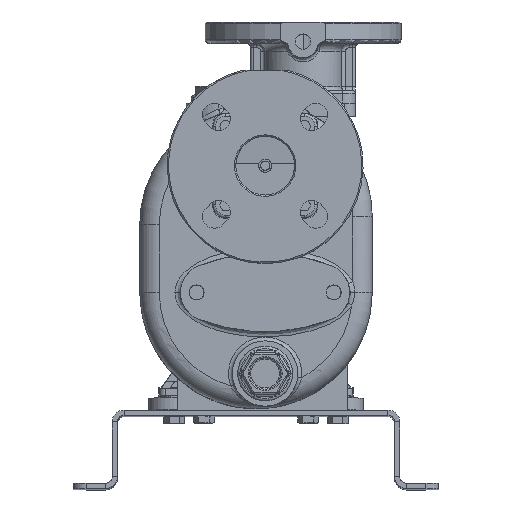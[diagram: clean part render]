
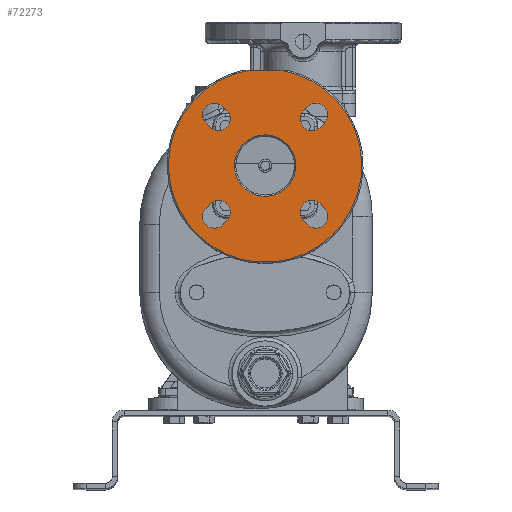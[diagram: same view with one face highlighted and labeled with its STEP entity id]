
A CAD part, top view. The second image highlights one B-rep face of the part: STEP entity #72273.
In plain terms, the highlighted planar face has unit normal (0, 0, 1).
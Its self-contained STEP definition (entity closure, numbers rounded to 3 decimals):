
#3021=CARTESIAN_POINT('',(7.,187.,122.));
#3022=DIRECTION('',(0.,0.,1.));
#3023=DIRECTION('',(-0.164,0.986,0.));
#3024=AXIS2_PLACEMENT_3D('',#3021,#3022,#3023);
#3047=DIRECTION('',(1.,0.,0.));
#3048=VECTOR('',#3047,24.249);
#3049=CARTESIAN_POINT('',(-5.124,260.,122.));
#3050=LINE('',#3049,#3048);
#3051=CARTESIAN_POINT('',(7.,187.,122.));
#3052=DIRECTION('',(0.,0.,1.));
#3053=DIRECTION('',(0.,1.,0.));
#3054=AXIS2_PLACEMENT_3D('',#3051,#3052,#3053);
#3056=CARTESIAN_POINT('',(7.,187.,122.));
#3057=DIRECTION('',(0.,0.,1.));
#3058=DIRECTION('',(0.,-1.,0.));
#3059=AXIS2_PLACEMENT_3D('',#3056,#3057,#3058);
#3061=DIRECTION('',(0.707,0.707,0.));
#3062=VECTOR('',#3061,4.5);
#3063=CARTESIAN_POINT('',(49.073,216.345,122.));
#3064=LINE('',#3063,#3062);
#3065=CARTESIAN_POINT('',(45.891,225.891,122.));
#3066=DIRECTION('',(0.,0.,1.));
#3067=DIRECTION('',(0.707,-0.707,0.));
#3068=AXIS2_PLACEMENT_3D('',#3065,#3066,#3067);
#3070=DIRECTION('',(-0.707,-0.707,0.));
#3071=VECTOR('',#3070,4.5);
#3072=CARTESIAN_POINT('',(39.527,232.255,122.));
#3073=LINE('',#3072,#3071);
#3074=CARTESIAN_POINT('',(42.709,222.709,122.));
#3075=DIRECTION('',(0.,0.,1.));
#3076=DIRECTION('',(-0.707,0.707,0.));
#3077=AXIS2_PLACEMENT_3D('',#3074,#3075,#3076);
#3079=DIRECTION('',(-0.707,0.707,0.));
#3080=VECTOR('',#3079,4.5);
#3081=CARTESIAN_POINT('',(-22.345,229.073,122.));
#3082=LINE('',#3081,#3080);
#3083=CARTESIAN_POINT('',(-31.891,225.891,122.));
#3084=DIRECTION('',(0.,0.,1.));
#3085=DIRECTION('',(0.707,0.707,0.));
#3086=AXIS2_PLACEMENT_3D('',#3083,#3084,#3085);
#3088=DIRECTION('',(0.707,-0.707,0.));
#3089=VECTOR('',#3088,4.5);
#3090=CARTESIAN_POINT('',(-38.255,219.527,122.));
#3091=LINE('',#3090,#3089);
#3092=CARTESIAN_POINT('',(-28.709,222.709,122.));
#3093=DIRECTION('',(0.,0.,1.));
#3094=DIRECTION('',(-0.707,-0.707,0.));
#3095=AXIS2_PLACEMENT_3D('',#3092,#3093,#3094);
#3097=DIRECTION('',(-0.707,-0.707,0.));
#3098=VECTOR('',#3097,4.5);
#3099=CARTESIAN_POINT('',(-35.073,157.655,122.));
#3100=LINE('',#3099,#3098);
#3101=CARTESIAN_POINT('',(-31.891,148.109,122.));
#3102=DIRECTION('',(0.,0.,1.));
#3103=DIRECTION('',(-0.707,0.707,0.));
#3104=AXIS2_PLACEMENT_3D('',#3101,#3102,#3103);
#3106=DIRECTION('',(0.707,0.707,0.));
#3107=VECTOR('',#3106,4.5);
#3108=CARTESIAN_POINT('',(-25.527,141.745,122.));
#3109=LINE('',#3108,#3107);
#3110=CARTESIAN_POINT('',(-28.709,151.291,122.));
#3111=DIRECTION('',(0.,0.,1.));
#3112=DIRECTION('',(0.707,-0.707,0.));
#3113=AXIS2_PLACEMENT_3D('',#3110,#3111,#3112);
#3115=DIRECTION('',(0.707,-0.707,0.));
#3116=VECTOR('',#3115,4.5);
#3117=CARTESIAN_POINT('',(36.345,144.927,122.));
#3118=LINE('',#3117,#3116);
#3119=CARTESIAN_POINT('',(45.891,148.109,122.));
#3120=DIRECTION('',(0.,0.,1.));
#3121=DIRECTION('',(-0.707,-0.707,0.));
#3122=AXIS2_PLACEMENT_3D('',#3119,#3120,#3121);
#3124=DIRECTION('',(-0.707,0.707,0.));
#3125=VECTOR('',#3124,4.5);
#3126=CARTESIAN_POINT('',(52.255,154.473,122.));
#3127=LINE('',#3126,#3125);
#3128=CARTESIAN_POINT('',(42.709,151.291,122.));
#3129=DIRECTION('',(0.,0.,1.));
#3130=DIRECTION('',(0.707,0.707,0.));
#3131=AXIS2_PLACEMENT_3D('',#3128,#3129,#3130);
#60241=CARTESIAN_POINT('',(49.073,216.345,122.));
#60242=CARTESIAN_POINT('',(52.255,219.527,122.));
#60243=VERTEX_POINT('',#60241);
#60244=VERTEX_POINT('',#60242);
#60245=CARTESIAN_POINT('',(39.527,232.255,122.));
#60246=VERTEX_POINT('',#60245);
#60247=CARTESIAN_POINT('',(36.345,229.073,122.));
#60248=VERTEX_POINT('',#60247);
#60257=CARTESIAN_POINT('',(-22.345,229.073,122.));
#60258=CARTESIAN_POINT('',(-25.527,232.255,122.));
#60259=VERTEX_POINT('',#60257);
#60260=VERTEX_POINT('',#60258);
#60261=CARTESIAN_POINT('',(-38.255,219.527,122.));
#60262=VERTEX_POINT('',#60261);
#60263=CARTESIAN_POINT('',(-35.073,216.345,122.));
#60264=VERTEX_POINT('',#60263);
#60273=CARTESIAN_POINT('',(-35.073,157.655,122.));
#60274=CARTESIAN_POINT('',(-38.255,154.473,122.));
#60275=VERTEX_POINT('',#60273);
#60276=VERTEX_POINT('',#60274);
#60277=CARTESIAN_POINT('',(-25.527,141.745,122.));
#60278=VERTEX_POINT('',#60277);
#60279=CARTESIAN_POINT('',(-22.345,144.927,122.));
#60280=VERTEX_POINT('',#60279);
#60289=CARTESIAN_POINT('',(36.345,144.927,122.));
#60290=CARTESIAN_POINT('',(39.527,141.745,122.));
#60291=VERTEX_POINT('',#60289);
#60292=VERTEX_POINT('',#60290);
#60293=CARTESIAN_POINT('',(52.255,154.473,122.));
#60294=VERTEX_POINT('',#60293);
#60295=CARTESIAN_POINT('',(49.073,157.655,122.));
#60296=VERTEX_POINT('',#60295);
#60305=CARTESIAN_POINT('',(-5.124,260.,122.));
#60306=CARTESIAN_POINT('',(19.124,260.,122.));
#60307=VERTEX_POINT('',#60305);
#60308=VERTEX_POINT('',#60306);
#60495=CARTESIAN_POINT('',(7.,210.5,122.));
#60496=CARTESIAN_POINT('',(7.,163.5,122.));
#60497=VERTEX_POINT('',#60495);
#60498=VERTEX_POINT('',#60496);
#72218=CARTESIAN_POINT('',(7.,187.,122.));
#72219=DIRECTION('',(0.,0.,1.));
#72220=DIRECTION('',(0.,-1.,0.));
#72221=AXIS2_PLACEMENT_3D('',#72218,#72219,#72220);
#72222=PLANE('',#72221);
#72223=ORIENTED_EDGE('',*,*,#72193,.T.);
#72224=ORIENTED_EDGE('',*,*,#72209,.F.);
#72225=EDGE_LOOP('',(#72223,#72224));
#72226=FACE_OUTER_BOUND('',#72225,.F.);
#72228=ORIENTED_EDGE('',*,*,#72227,.T.);
#72230=ORIENTED_EDGE('',*,*,#72229,.T.);
#72231=EDGE_LOOP('',(#72228,#72230));
#72232=FACE_BOUND('',#72231,.F.);
#72234=ORIENTED_EDGE('',*,*,#72233,.T.);
#72236=ORIENTED_EDGE('',*,*,#72235,.T.);
#72238=ORIENTED_EDGE('',*,*,#72237,.T.);
#72240=ORIENTED_EDGE('',*,*,#72239,.T.);
#72241=EDGE_LOOP('',(#72234,#72236,#72238,#72240));
#72242=FACE_BOUND('',#72241,.F.);
#72244=ORIENTED_EDGE('',*,*,#72243,.T.);
#72246=ORIENTED_EDGE('',*,*,#72245,.T.);
#72248=ORIENTED_EDGE('',*,*,#72247,.T.);
#72250=ORIENTED_EDGE('',*,*,#72249,.T.);
#72251=EDGE_LOOP('',(#72244,#72246,#72248,#72250));
#72252=FACE_BOUND('',#72251,.F.);
#72254=ORIENTED_EDGE('',*,*,#72253,.T.);
#72256=ORIENTED_EDGE('',*,*,#72255,.T.);
#72258=ORIENTED_EDGE('',*,*,#72257,.T.);
#72260=ORIENTED_EDGE('',*,*,#72259,.T.);
#72261=EDGE_LOOP('',(#72254,#72256,#72258,#72260));
#72262=FACE_BOUND('',#72261,.F.);
#72264=ORIENTED_EDGE('',*,*,#72263,.T.);
#72266=ORIENTED_EDGE('',*,*,#72265,.T.);
#72268=ORIENTED_EDGE('',*,*,#72267,.T.);
#72270=ORIENTED_EDGE('',*,*,#72269,.T.);
#72271=EDGE_LOOP('',(#72264,#72266,#72268,#72270));
#72272=FACE_BOUND('',#72271,.F.);
#72273=ADVANCED_FACE('',(#72226,#72232,#72242,#72252,#72262,#72272),#72222,.T.);
#3025=CIRCLE('',#3024,74.);
#3055=CIRCLE('',#3054,23.5);
#3060=CIRCLE('',#3059,23.5);
#3069=CIRCLE('',#3068,9.);
#3078=CIRCLE('',#3077,9.);
#3087=CIRCLE('',#3086,9.);
#3096=CIRCLE('',#3095,9.);
#3105=CIRCLE('',#3104,9.);
#3114=CIRCLE('',#3113,9.);
#3123=CIRCLE('',#3122,9.);
#3132=CIRCLE('',#3131,9.);
#72193=EDGE_CURVE('',#60307,#60308,#3050,.T.);
#72209=EDGE_CURVE('',#60307,#60308,#3025,.T.);
#72227=EDGE_CURVE('',#60497,#60498,#3055,.T.);
#72229=EDGE_CURVE('',#60498,#60497,#3060,.T.);
#72233=EDGE_CURVE('',#60243,#60244,#3064,.T.);
#72235=EDGE_CURVE('',#60244,#60246,#3069,.T.);
#72237=EDGE_CURVE('',#60246,#60248,#3073,.T.);
#72239=EDGE_CURVE('',#60248,#60243,#3078,.T.);
#72243=EDGE_CURVE('',#60259,#60260,#3082,.T.);
#72245=EDGE_CURVE('',#60260,#60262,#3087,.T.);
#72247=EDGE_CURVE('',#60262,#60264,#3091,.T.);
#72249=EDGE_CURVE('',#60264,#60259,#3096,.T.);
#72253=EDGE_CURVE('',#60275,#60276,#3100,.T.);
#72255=EDGE_CURVE('',#60276,#60278,#3105,.T.);
#72257=EDGE_CURVE('',#60278,#60280,#3109,.T.);
#72259=EDGE_CURVE('',#60280,#60275,#3114,.T.);
#72263=EDGE_CURVE('',#60291,#60292,#3118,.T.);
#72265=EDGE_CURVE('',#60292,#60294,#3123,.T.);
#72267=EDGE_CURVE('',#60294,#60296,#3127,.T.);
#72269=EDGE_CURVE('',#60296,#60291,#3132,.T.);
